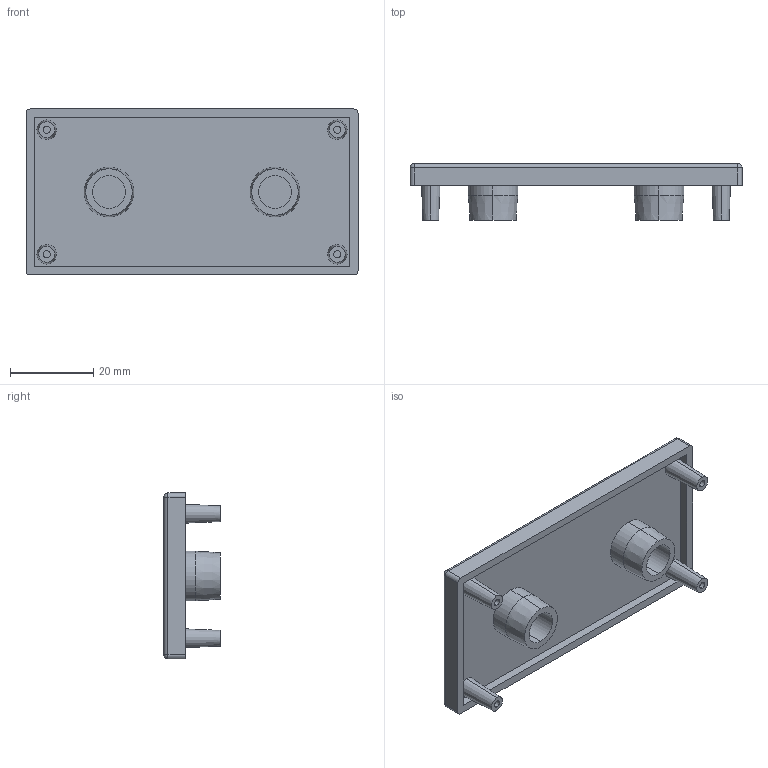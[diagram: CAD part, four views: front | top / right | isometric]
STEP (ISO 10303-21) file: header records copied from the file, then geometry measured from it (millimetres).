
FILE_DESCRIPTION (( 'STEP AP214' ), '1' );
FILE_NAME ('SNSD.30.50.44. Çàãëóøêà òîðöåâàÿ 40x80(E48).STEP', '2014-11-20T09:08:34', ( 'XTreme.ws' ), ( 'XTreme.ws' ), 'SwSTEP 2.0', 'SolidWorks 2014', '' );
FILE_SCHEMA (( 'AUTOMOTIVE_DESIGN' ));
Length unit declared in the file: millimetre
Products named in the file (1): SNSD.30.50.44. Çàãëóøêà òîðöåâàÿ 40x80(E48)
Bounding box: 80 x 13.6 x 40 mm (x, y, z)
Volume: 13131.6 mm3; surface area: 10004.2 mm2
Topology: 1 solids, 1 shells, 63 faces, 132 edges, 80 vertices
Faces by surface type: cylinder 24, plane 23, cone 12, sphere 4
Entity records: 1696 total; most frequent: DIRECTION 324, CARTESIAN_POINT 272, ORIENTED_EDGE 256, AXIS2_PLACEMENT_3D 132, EDGE_CURVE 128, VERTEX_POINT 80, EDGE_LOOP 76, CIRCLE 68
